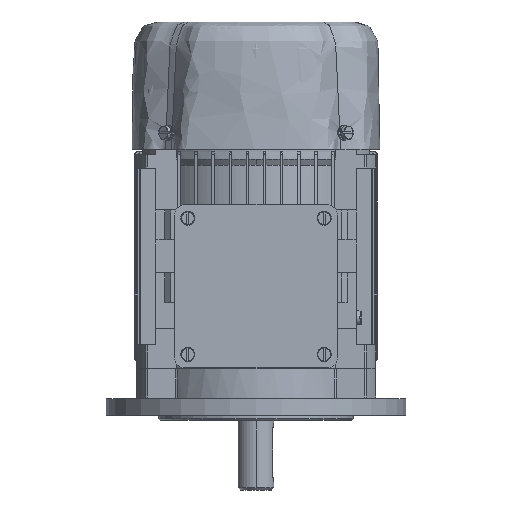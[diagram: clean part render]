
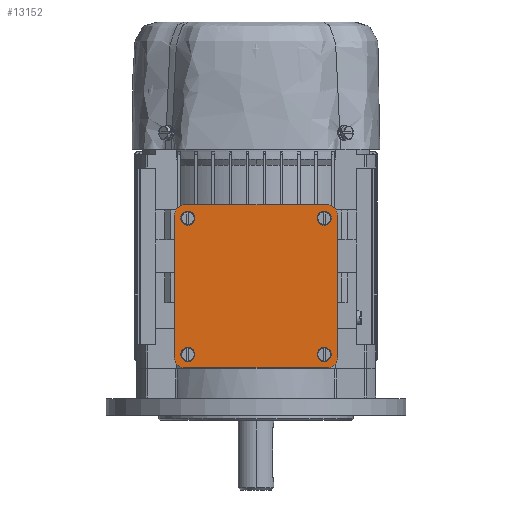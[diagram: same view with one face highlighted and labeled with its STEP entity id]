
A CAD part, front view. The second image highlights one B-rep face of the part: STEP entity #13152.
In plain terms, the highlighted planar face has unit normal (0, -1, 0).
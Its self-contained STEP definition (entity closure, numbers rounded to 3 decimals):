
#701=FACE_BOUND('',#18812,.T.);
#702=FACE_BOUND('',#18813,.T.);
#703=FACE_BOUND('',#18814,.T.);
#704=FACE_BOUND('',#18815,.T.);
#705=FACE_BOUND('',#18816,.T.);
#1667=PLANE('',#53394);
#5491=LINE('',#81695,#9564);
#5492=LINE('',#81699,#9565);
#5493=LINE('',#81703,#9566);
#5494=LINE('',#81707,#9567);
#9564=VECTOR('',#62781,1.);
#9565=VECTOR('',#62784,1.);
#9566=VECTOR('',#62787,1.);
#9567=VECTOR('',#62790,1.);
#13152=ADVANCED_FACE('',(#701,#702,#703,#704,#705),#1667,.T.);
#18812=EDGE_LOOP('',(#30076,#30077));
#18813=EDGE_LOOP('',(#30078,#30079));
#18814=EDGE_LOOP('',(#30080,#30081,#30082,#30083,#30084,#30085,#30086,#30087));
#18815=EDGE_LOOP('',(#30088,#30089));
#18816=EDGE_LOOP('',(#30090,#30091));
#21625=CIRCLE('',#53375,2.9);
#21627=CIRCLE('',#53378,2.9);
#21629=CIRCLE('',#53381,2.9);
#21631=CIRCLE('',#53384,2.9);
#21632=CIRCLE('',#53386,2.9);
#21633=CIRCLE('',#53387,2.9);
#21634=CIRCLE('',#53388,7.);
#21635=CIRCLE('',#53389,7.);
#21636=CIRCLE('',#53390,7.);
#21637=CIRCLE('',#53391,7.);
#21638=CIRCLE('',#53392,2.9);
#21639=CIRCLE('',#53393,2.9);
#30076=ORIENTED_EDGE('',*,*,#46063,.T.);
#30077=ORIENTED_EDGE('',*,*,#46077,.T.);
#30078=ORIENTED_EDGE('',*,*,#46067,.T.);
#30079=ORIENTED_EDGE('',*,*,#46078,.T.);
#30080=ORIENTED_EDGE('',*,*,#46079,.T.);
#30081=ORIENTED_EDGE('',*,*,#46080,.T.);
#30082=ORIENTED_EDGE('',*,*,#46081,.T.);
#30083=ORIENTED_EDGE('',*,*,#46082,.T.);
#30084=ORIENTED_EDGE('',*,*,#46083,.T.);
#30085=ORIENTED_EDGE('',*,*,#46084,.T.);
#30086=ORIENTED_EDGE('',*,*,#46085,.T.);
#30087=ORIENTED_EDGE('',*,*,#46086,.T.);
#30088=ORIENTED_EDGE('',*,*,#46071,.T.);
#30089=ORIENTED_EDGE('',*,*,#46087,.T.);
#30090=ORIENTED_EDGE('',*,*,#46075,.T.);
#30091=ORIENTED_EDGE('',*,*,#46088,.T.);
#39924=VERTEX_POINT('',#81658);
#39925=VERTEX_POINT('',#81660);
#39928=VERTEX_POINT('',#81667);
#39929=VERTEX_POINT('',#81669);
#39932=VERTEX_POINT('',#81676);
#39933=VERTEX_POINT('',#81678);
#39936=VERTEX_POINT('',#81685);
#39937=VERTEX_POINT('',#81687);
#39938=VERTEX_POINT('',#81693);
#39939=VERTEX_POINT('',#81694);
#39940=VERTEX_POINT('',#81696);
#39941=VERTEX_POINT('',#81698);
#39942=VERTEX_POINT('',#81700);
#39943=VERTEX_POINT('',#81702);
#39944=VERTEX_POINT('',#81704);
#39945=VERTEX_POINT('',#81706);
#46063=EDGE_CURVE('',#39925,#39924,#21625,.T.);
#46067=EDGE_CURVE('',#39929,#39928,#21627,.T.);
#46071=EDGE_CURVE('',#39933,#39932,#21629,.T.);
#46075=EDGE_CURVE('',#39937,#39936,#21631,.T.);
#46077=EDGE_CURVE('',#39924,#39925,#21632,.T.);
#46078=EDGE_CURVE('',#39928,#39929,#21633,.T.);
#46079=EDGE_CURVE('',#39938,#39939,#21634,.T.);
#46080=EDGE_CURVE('',#39939,#39940,#5491,.T.);
#46081=EDGE_CURVE('',#39940,#39941,#21635,.T.);
#46082=EDGE_CURVE('',#39941,#39942,#5492,.T.);
#46083=EDGE_CURVE('',#39942,#39943,#21636,.T.);
#46084=EDGE_CURVE('',#39943,#39944,#5493,.T.);
#46085=EDGE_CURVE('',#39944,#39945,#21637,.T.);
#46086=EDGE_CURVE('',#39945,#39938,#5494,.T.);
#46087=EDGE_CURVE('',#39932,#39933,#21638,.T.);
#46088=EDGE_CURVE('',#39936,#39937,#21639,.T.);
#53375=AXIS2_PLACEMENT_3D('',#81659,#62746,#62747);
#53378=AXIS2_PLACEMENT_3D('',#81668,#62754,#62755);
#53381=AXIS2_PLACEMENT_3D('',#81677,#62762,#62763);
#53384=AXIS2_PLACEMENT_3D('',#81686,#62770,#62771);
#53386=AXIS2_PLACEMENT_3D('',#81690,#62775,#62776);
#53387=AXIS2_PLACEMENT_3D('',#81691,#62777,#62778);
#53388=AXIS2_PLACEMENT_3D('',#81692,#62779,#62780);
#53389=AXIS2_PLACEMENT_3D('',#81697,#62782,#62783);
#53390=AXIS2_PLACEMENT_3D('',#81701,#62785,#62786);
#53391=AXIS2_PLACEMENT_3D('',#81705,#62788,#62789);
#53392=AXIS2_PLACEMENT_3D('',#81708,#62791,#62792);
#53393=AXIS2_PLACEMENT_3D('',#81709,#62793,#62794);
#53394=AXIS2_PLACEMENT_3D('',#81710,#62795,#62796);
#62746=DIRECTION('',(0.,1.,0.));
#62747=DIRECTION('',(0.,0.,-1.));
#62754=DIRECTION('',(0.,1.,0.));
#62755=DIRECTION('',(0.,0.,-1.));
#62762=DIRECTION('',(0.,1.,0.));
#62763=DIRECTION('',(0.,0.,-1.));
#62770=DIRECTION('',(0.,1.,0.));
#62771=DIRECTION('',(0.,0.,-1.));
#62775=DIRECTION('',(0.,1.,0.));
#62776=DIRECTION('',(0.,0.,-1.));
#62777=DIRECTION('',(0.,1.,0.));
#62778=DIRECTION('',(0.,0.,-1.));
#62779=DIRECTION('',(0.,-1.,0.));
#62780=DIRECTION('',(0.,0.,1.));
#62781=DIRECTION('',(-1.,0.,0.));
#62782=DIRECTION('',(0.,-1.,0.));
#62783=DIRECTION('',(0.,0.,1.));
#62784=DIRECTION('',(0.,0.,-1.));
#62785=DIRECTION('',(0.,-1.,0.));
#62786=DIRECTION('',(0.,0.,1.));
#62787=DIRECTION('',(1.,0.,0.));
#62788=DIRECTION('',(0.,-1.,0.));
#62789=DIRECTION('',(0.,0.,1.));
#62790=DIRECTION('',(0.,0.,1.));
#62791=DIRECTION('',(0.,1.,0.));
#62792=DIRECTION('',(0.,0.,-1.));
#62793=DIRECTION('',(0.,1.,0.));
#62794=DIRECTION('',(0.,0.,-1.));
#62795=DIRECTION('',(0.,-1.,0.));
#62796=DIRECTION('',(0.,0.,1.));
#81658=CARTESIAN_POINT('',(45.5,-137.5,12.4));
#81659=CARTESIAN_POINT('',(45.5,-137.5,9.5));
#81660=CARTESIAN_POINT('',(45.5,-137.5,6.6));
#81667=CARTESIAN_POINT('',(45.5,-137.5,103.4));
#81668=CARTESIAN_POINT('',(45.5,-137.5,100.5));
#81669=CARTESIAN_POINT('',(45.5,-137.5,97.6));
#81676=CARTESIAN_POINT('',(-45.5,-137.5,12.4));
#81677=CARTESIAN_POINT('',(-45.5,-137.5,9.5));
#81678=CARTESIAN_POINT('',(-45.5,-137.5,6.6));
#81685=CARTESIAN_POINT('',(-45.5,-137.5,103.4));
#81686=CARTESIAN_POINT('',(-45.5,-137.5,100.5));
#81687=CARTESIAN_POINT('',(-45.5,-137.5,97.6));
#81690=CARTESIAN_POINT('',(45.5,-137.5,9.5));
#81691=CARTESIAN_POINT('',(45.5,-137.5,100.5));
#81692=CARTESIAN_POINT('',(47.5,-137.5,102.5));
#81693=CARTESIAN_POINT('',(54.5,-137.5,102.5));
#81694=CARTESIAN_POINT('',(47.5,-137.5,109.5));
#81695=CARTESIAN_POINT('',(0.,-137.5,109.5));
#81696=CARTESIAN_POINT('',(-47.5,-137.5,109.5));
#81697=CARTESIAN_POINT('',(-47.5,-137.5,102.5));
#81698=CARTESIAN_POINT('',(-54.5,-137.5,102.5));
#81699=CARTESIAN_POINT('',(-54.5,-137.5,55.));
#81700=CARTESIAN_POINT('',(-54.5,-137.5,7.5));
#81701=CARTESIAN_POINT('',(-47.5,-137.5,7.5));
#81702=CARTESIAN_POINT('',(-47.5,-137.5,0.5));
#81703=CARTESIAN_POINT('',(0.,-137.5,0.5));
#81704=CARTESIAN_POINT('',(47.5,-137.5,0.5));
#81705=CARTESIAN_POINT('',(47.5,-137.5,7.5));
#81706=CARTESIAN_POINT('',(54.5,-137.5,7.5));
#81707=CARTESIAN_POINT('',(54.5,-137.5,55.));
#81708=CARTESIAN_POINT('',(-45.5,-137.5,9.5));
#81709=CARTESIAN_POINT('',(-45.5,-137.5,100.5));
#81710=CARTESIAN_POINT('',(0.,-137.5,55.));
